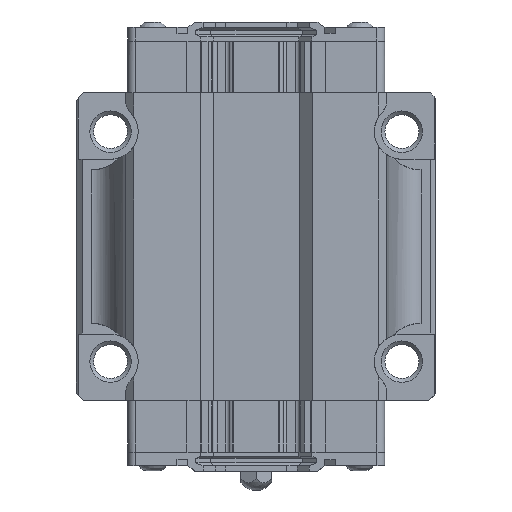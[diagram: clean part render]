
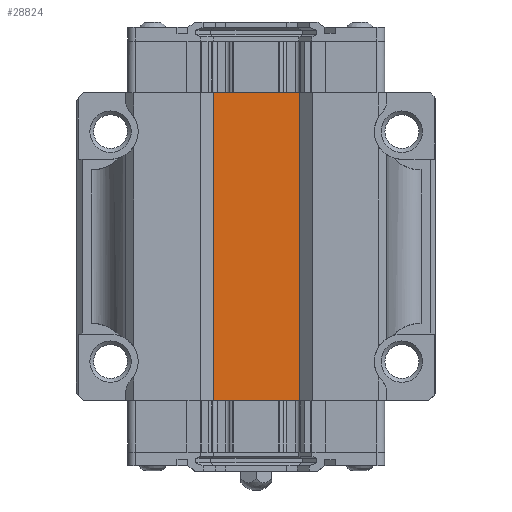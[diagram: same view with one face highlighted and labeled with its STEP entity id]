
A CAD part, front view. The second image highlights one B-rep face of the part: STEP entity #28824.
In plain terms, the highlighted planar face has unit normal (0, -1, 0).
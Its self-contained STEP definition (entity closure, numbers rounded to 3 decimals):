
#2530=FACE_OUTER_BOUND('',#4216,.T.);
#4216=EDGE_LOOP('',(#24480,#24481,#24482,#24483));
#7779=LINE('',#48281,#10533);
#7784=LINE('',#48291,#10538);
#7836=LINE('',#48422,#10590);
#7837=LINE('',#48423,#10591);
#10533=VECTOR('',#38585,40.2);
#10538=VECTOR('',#38592,40.2);
#10590=VECTOR('',#38730,11.783);
#10591=VECTOR('',#38731,11.783);
#13076=VERTEX_POINT('',#48279);
#13077=VERTEX_POINT('',#48280);
#13080=VERTEX_POINT('',#48288);
#13081=VERTEX_POINT('',#48290);
#16923=EDGE_CURVE('',#13076,#13077,#7779,.T.);
#16928=EDGE_CURVE('',#13080,#13081,#7784,.T.);
#16996=EDGE_CURVE('',#13077,#13080,#7836,.T.);
#16997=EDGE_CURVE('',#13076,#13081,#7837,.T.);
#24480=ORIENTED_EDGE('',*,*,#16928,.F.);
#24481=ORIENTED_EDGE('',*,*,#16996,.F.);
#24482=ORIENTED_EDGE('',*,*,#16923,.F.);
#24483=ORIENTED_EDGE('',*,*,#16997,.T.);
#25777=PLANE('',#31225);
#28824=ADVANCED_FACE('',(#2530),#25777,.F.);
#31225=AXIS2_PLACEMENT_3D('',#48421,#38728,#38729);
#38585=DIRECTION('',(0.,0.,1.));
#38592=DIRECTION('',(0.,0.,-1.));
#38728=DIRECTION('center_axis',(0.,1.,0.));
#38729=DIRECTION('ref_axis',(0.,0.,1.));
#38730=DIRECTION('',(1.,0.,0.));
#38731=DIRECTION('',(1.,0.,0.));
#48279=CARTESIAN_POINT('',(-5.891,2.55,-20.1));
#48280=CARTESIAN_POINT('',(-5.891,2.55,20.1));
#48281=CARTESIAN_POINT('',(-5.891,2.55,20.1));
#48288=CARTESIAN_POINT('',(5.891,2.55,20.1));
#48290=CARTESIAN_POINT('',(5.891,2.55,-20.1));
#48291=CARTESIAN_POINT('',(5.891,2.55,20.1));
#48421=CARTESIAN_POINT('Origin',(5.891,2.55,20.1));
#48422=CARTESIAN_POINT('',(0.,2.55,20.1));
#48423=CARTESIAN_POINT('',(0.,2.55,-20.1));
